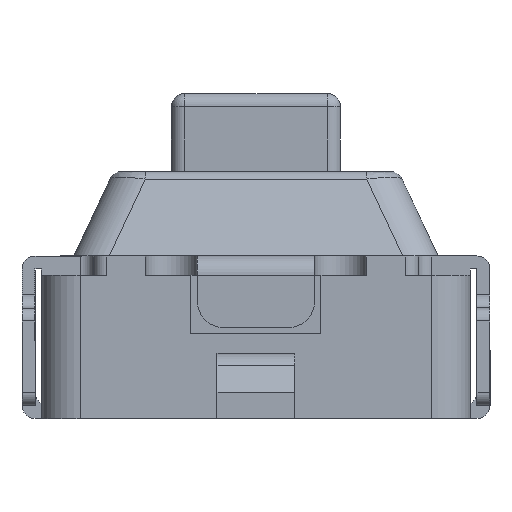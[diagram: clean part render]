
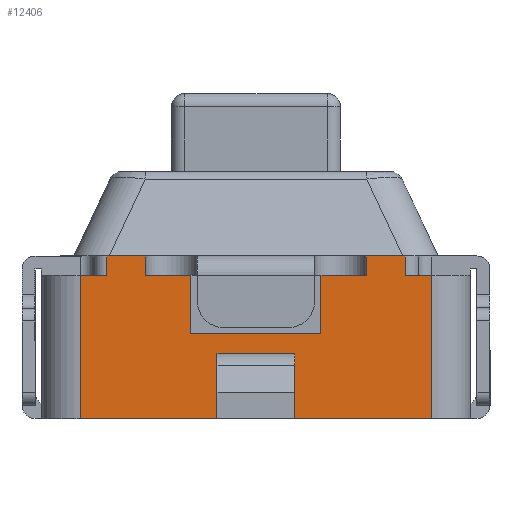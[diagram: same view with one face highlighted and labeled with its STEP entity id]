
A CAD part, left-side view. The second image highlights one B-rep face of the part: STEP entity #12406.
In plain terms, the highlighted planar face has unit normal (-1, 0, 0).
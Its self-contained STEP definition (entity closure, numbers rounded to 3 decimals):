
#41=FACE_BOUND('',#1356,.T.);
#79=PLANE('',#13090);
#697=FACE_OUTER_BOUND('',#1355,.T.);
#1355=EDGE_LOOP('',(#8706,#8707,#8708,#8709,#8710,#8711,#8712,#8713,#8714,
#8715,#8716,#8717,#8718,#8719,#8720,#8721));
#1356=EDGE_LOOP('',(#8722,#8723,#8724,#8725));
#2023=LINE('',#17237,#3697);
#2077=LINE('',#17356,#3751);
#2081=LINE('',#17372,#3755);
#2082=LINE('',#17373,#3756);
#2083=LINE('',#17374,#3757);
#2084=LINE('',#17376,#3758);
#2085=LINE('',#17378,#3759);
#2086=LINE('',#17380,#3760);
#2087=LINE('',#17382,#3761);
#2088=LINE('',#17384,#3762);
#2089=LINE('',#17386,#3763);
#2090=LINE('',#17388,#3764);
#2091=LINE('',#17390,#3765);
#2092=LINE('',#17392,#3766);
#2093=LINE('',#17394,#3767);
#2094=LINE('',#17395,#3768);
#2095=LINE('',#17398,#3769);
#2096=LINE('',#17400,#3770);
#2097=LINE('',#17402,#3771);
#2098=LINE('',#17403,#3772);
#3697=VECTOR('',#13909,2.7);
#3751=VECTOR('',#13999,0.2);
#3755=VECTOR('',#14013,0.2);
#3756=VECTOR('',#14014,1.1);
#3757=VECTOR('',#14015,1.1);
#3758=VECTOR('',#14016,0.15);
#3759=VECTOR('',#14017,0.3);
#3760=VECTOR('',#14018,0.15);
#3761=VECTOR('',#14019,0.35);
#3762=VECTOR('',#14020,0.45);
#3763=VECTOR('',#14021,1.);
#3764=VECTOR('',#14022,0.45);
#3765=VECTOR('',#14023,0.35);
#3766=VECTOR('',#14024,0.15);
#3767=VECTOR('',#14025,0.3);
#3768=VECTOR('',#14026,0.15);
#3769=VECTOR('',#14027,0.6);
#3770=VECTOR('',#14028,0.2);
#3771=VECTOR('',#14029,0.6);
#3772=VECTOR('',#14030,0.2);
#5540=VERTEX_POINT('',#17234);
#5541=VERTEX_POINT('',#17236);
#5584=VERTEX_POINT('',#17346);
#5588=VERTEX_POINT('',#17354);
#5594=VERTEX_POINT('',#17370);
#5595=VERTEX_POINT('',#17371);
#5596=VERTEX_POINT('',#17375);
#5597=VERTEX_POINT('',#17377);
#5598=VERTEX_POINT('',#17379);
#5599=VERTEX_POINT('',#17381);
#5600=VERTEX_POINT('',#17383);
#5601=VERTEX_POINT('',#17385);
#5602=VERTEX_POINT('',#17387);
#5603=VERTEX_POINT('',#17389);
#5604=VERTEX_POINT('',#17391);
#5605=VERTEX_POINT('',#17393);
#5606=VERTEX_POINT('',#17396);
#5607=VERTEX_POINT('',#17397);
#5608=VERTEX_POINT('',#17399);
#5609=VERTEX_POINT('',#17401);
#6764=EDGE_CURVE('',#5541,#5540,#2023,.T.);
#6824=EDGE_CURVE('',#5584,#5588,#2077,.T.);
#6831=EDGE_CURVE('',#5594,#5595,#2081,.T.);
#6832=EDGE_CURVE('',#5595,#5541,#2082,.T.);
#6833=EDGE_CURVE('',#5584,#5540,#2083,.T.);
#6834=EDGE_CURVE('',#5588,#5596,#2084,.T.);
#6835=EDGE_CURVE('',#5597,#5596,#2085,.T.);
#6836=EDGE_CURVE('',#5597,#5598,#2086,.T.);
#6837=EDGE_CURVE('',#5598,#5599,#2087,.T.);
#6838=EDGE_CURVE('',#5599,#5600,#2088,.T.);
#6839=EDGE_CURVE('',#5600,#5601,#2089,.T.);
#6840=EDGE_CURVE('',#5602,#5601,#2090,.T.);
#6841=EDGE_CURVE('',#5602,#5603,#2091,.T.);
#6842=EDGE_CURVE('',#5604,#5603,#2092,.T.);
#6843=EDGE_CURVE('',#5605,#5604,#2093,.T.);
#6844=EDGE_CURVE('',#5605,#5594,#2094,.T.);
#6845=EDGE_CURVE('',#5606,#5607,#2095,.T.);
#6846=EDGE_CURVE('',#5608,#5607,#2096,.T.);
#6847=EDGE_CURVE('',#5609,#5608,#2097,.T.);
#6848=EDGE_CURVE('',#5609,#5606,#2098,.T.);
#8706=ORIENTED_EDGE('',*,*,#6831,.T.);
#8707=ORIENTED_EDGE('',*,*,#6832,.T.);
#8708=ORIENTED_EDGE('',*,*,#6764,.T.);
#8709=ORIENTED_EDGE('',*,*,#6833,.F.);
#8710=ORIENTED_EDGE('',*,*,#6824,.T.);
#8711=ORIENTED_EDGE('',*,*,#6834,.T.);
#8712=ORIENTED_EDGE('',*,*,#6835,.F.);
#8713=ORIENTED_EDGE('',*,*,#6836,.T.);
#8714=ORIENTED_EDGE('',*,*,#6837,.T.);
#8715=ORIENTED_EDGE('',*,*,#6838,.T.);
#8716=ORIENTED_EDGE('',*,*,#6839,.T.);
#8717=ORIENTED_EDGE('',*,*,#6840,.F.);
#8718=ORIENTED_EDGE('',*,*,#6841,.T.);
#8719=ORIENTED_EDGE('',*,*,#6842,.F.);
#8720=ORIENTED_EDGE('',*,*,#6843,.F.);
#8721=ORIENTED_EDGE('',*,*,#6844,.T.);
#8722=ORIENTED_EDGE('',*,*,#6845,.T.);
#8723=ORIENTED_EDGE('',*,*,#6846,.F.);
#8724=ORIENTED_EDGE('',*,*,#6847,.F.);
#8725=ORIENTED_EDGE('',*,*,#6848,.T.);
#12406=ADVANCED_FACE('',(#697,#41),#79,.T.);
#13090=AXIS2_PLACEMENT_3D('',#17369,#14011,#14012);
#13909=DIRECTION('',(0.,0.,1.));
#13999=DIRECTION('',(0.,0.,-1.));
#14011=DIRECTION('center_axis',(-1.,0.,0.));
#14012=DIRECTION('ref_axis',(0.,0.,1.));
#14013=DIRECTION('',(0.,0.,-1.));
#14014=DIRECTION('',(0.,-1.,0.));
#14015=DIRECTION('',(0.,-1.,0.));
#14016=DIRECTION('',(0.,1.,0.));
#14017=DIRECTION('',(0.,0.,1.));
#14018=DIRECTION('',(0.,-1.,0.));
#14019=DIRECTION('',(0.,0.,-1.));
#14020=DIRECTION('',(0.,-1.,0.));
#14021=DIRECTION('',(0.,0.,-1.));
#14022=DIRECTION('',(0.,-1.,0.));
#14023=DIRECTION('',(0.,0.,-1.));
#14024=DIRECTION('',(0.,-1.,0.));
#14025=DIRECTION('',(0.,0.,1.));
#14026=DIRECTION('',(0.,-1.,0.));
#14027=DIRECTION('',(0.,0.,1.));
#14028=DIRECTION('',(0.,1.,0.));
#14029=DIRECTION('',(0.,0.,1.));
#14030=DIRECTION('',(0.,1.,0.));
#17234=CARTESIAN_POINT('',(-3.,0.,1.35));
#17236=CARTESIAN_POINT('',(-3.,0.,-1.35));
#17237=CARTESIAN_POINT('',(-3.,0.,-1.35));
#17346=CARTESIAN_POINT('',(-3.,1.1,1.35));
#17354=CARTESIAN_POINT('',(-3.,1.1,1.15));
#17356=CARTESIAN_POINT('',(-3.,1.1,1.35));
#17369=CARTESIAN_POINT('Origin',(-3.,0.,-1.65));
#17370=CARTESIAN_POINT('',(-3.,1.1,-1.15));
#17371=CARTESIAN_POINT('',(-3.,1.1,-1.35));
#17372=CARTESIAN_POINT('',(-3.,1.1,-1.15));
#17373=CARTESIAN_POINT('',(-3.,1.1,-1.35));
#17374=CARTESIAN_POINT('',(-3.,1.1,1.35));
#17375=CARTESIAN_POINT('',(-3.,1.25,1.15));
#17376=CARTESIAN_POINT('',(-3.,1.1,1.15));
#17377=CARTESIAN_POINT('',(-3.,1.25,0.85));
#17378=CARTESIAN_POINT('',(-3.,1.25,0.85));
#17379=CARTESIAN_POINT('',(-3.,1.1,0.85));
#17380=CARTESIAN_POINT('',(-3.,1.25,0.85));
#17381=CARTESIAN_POINT('',(-3.,1.1,0.5));
#17382=CARTESIAN_POINT('',(-3.,1.1,0.85));
#17383=CARTESIAN_POINT('',(-3.,0.65,0.5));
#17384=CARTESIAN_POINT('',(-3.,1.1,0.5));
#17385=CARTESIAN_POINT('',(-3.,0.65,-0.5));
#17386=CARTESIAN_POINT('',(-3.,0.65,0.5));
#17387=CARTESIAN_POINT('',(-3.,1.1,-0.5));
#17388=CARTESIAN_POINT('',(-3.,1.1,-0.5));
#17389=CARTESIAN_POINT('',(-3.,1.1,-0.85));
#17390=CARTESIAN_POINT('',(-3.,1.1,-0.5));
#17391=CARTESIAN_POINT('',(-3.,1.25,-0.85));
#17392=CARTESIAN_POINT('',(-3.,1.25,-0.85));
#17393=CARTESIAN_POINT('',(-3.,1.25,-1.15));
#17394=CARTESIAN_POINT('',(-3.,1.25,-1.15));
#17395=CARTESIAN_POINT('',(-3.,1.25,-1.15));
#17396=CARTESIAN_POINT('',(-3.,0.5,-0.3));
#17397=CARTESIAN_POINT('',(-3.,0.5,0.3));
#17398=CARTESIAN_POINT('',(-3.,0.5,-0.3));
#17399=CARTESIAN_POINT('',(-3.,0.3,0.3));
#17400=CARTESIAN_POINT('',(-3.,0.3,0.3));
#17401=CARTESIAN_POINT('',(-3.,0.3,-0.3));
#17402=CARTESIAN_POINT('',(-3.,0.3,-0.3));
#17403=CARTESIAN_POINT('',(-3.,0.3,-0.3));
